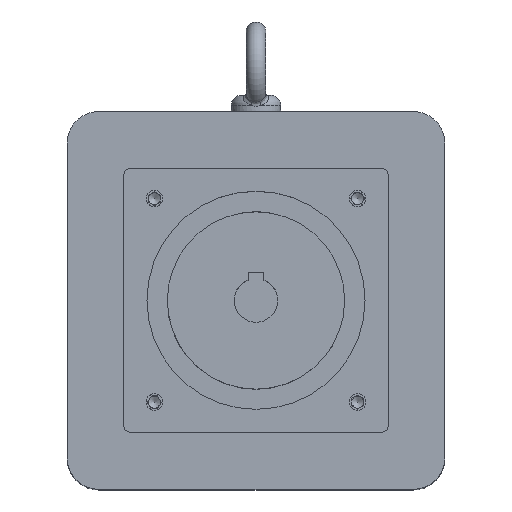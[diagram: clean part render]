
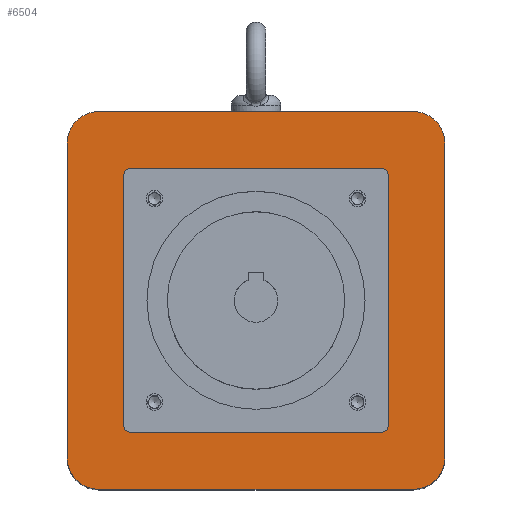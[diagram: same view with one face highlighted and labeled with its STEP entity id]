
A CAD part, top view. The second image highlights one B-rep face of the part: STEP entity #6504.
In plain terms, the highlighted planar face has unit normal (0, 0, 1).
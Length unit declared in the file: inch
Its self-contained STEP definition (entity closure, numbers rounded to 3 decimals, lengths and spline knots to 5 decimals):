
#117 = DIRECTION ( 'NONE',  ( 0., -1., 0. ) ) ;
#234 = EDGE_LOOP ( 'NONE', ( #5912 ) ) ;
#489 = AXIS2_PLACEMENT_3D ( 'NONE', #2831, #15332, #1283 ) ;
#536 = EDGE_CURVE ( 'NONE', #4214, #4214, #14128, .T. ) ;
#817 = CARTESIAN_POINT ( 'NONE',  ( 3.125, -3.125, 14.3178 ) ) ;
#942 = FACE_OUTER_BOUND ( 'NONE', #12645, .T. ) ;
#1112 = EDGE_CURVE ( 'NONE', #8748, #16446, #6539, .T. ) ;
#1198 = ORIENTED_EDGE ( 'NONE', *, *, #5316, .F. ) ;
#1225 = CARTESIAN_POINT ( 'NONE',  ( 2.01833, 2.17583, 14.3178 ) ) ;
#1283 = DIRECTION ( 'NONE',  ( -1., 0., 0. ) ) ;
#1434 = EDGE_CURVE ( 'NONE', #11102, #13671, #3023, .T. ) ;
#1521 = AXIS2_PLACEMENT_3D ( 'NONE', #817, #10165, #13336 ) ;
#1555 = DIRECTION ( 'NONE',  ( 1., 0., 0. ) ) ;
#1628 = CARTESIAN_POINT ( 'NONE',  ( 3.75, 3.125, 14.3178 ) ) ;
#2253 = CARTESIAN_POINT ( 'NONE',  ( 3.125, 3.125, 14.3178 ) ) ;
#2415 = DIRECTION ( 'NONE',  ( 0., 0., -1. ) ) ;
#2485 = DIRECTION ( 'NONE',  ( 0., -1., 0. ) ) ;
#2508 = VECTOR ( 'NONE', #9175, 39.37008 ) ;
#2831 = CARTESIAN_POINT ( 'NONE',  ( -3.125, 3.125, 14.3178 ) ) ;
#2901 = EDGE_CURVE ( 'NONE', #3175, #3175, #5401, .T. ) ;
#2976 = DIRECTION ( 'NONE',  ( 0., 0., -1. ) ) ;
#3023 = LINE ( 'NONE', #18715, #2508 ) ;
#3175 = VERTEX_POINT ( 'NONE', #14230 ) ;
#3577 = EDGE_LOOP ( 'NONE', ( #16975 ) ) ;
#3610 = ORIENTED_EDGE ( 'NONE', *, *, #536, .T. ) ;
#3636 = ORIENTED_EDGE ( 'NONE', *, *, #1434, .F. ) ;
#3724 = LINE ( 'NONE', #9875, #15930 ) ;
#3828 = CARTESIAN_POINT ( 'NONE',  ( 2.17583, -2.01833, 14.3178 ) ) ;
#3848 = EDGE_LOOP ( 'NONE', ( #10812 ) ) ;
#4214 = VERTEX_POINT ( 'NONE', #1225 ) ;
#4473 = CARTESIAN_POINT ( 'NONE',  ( -2.01833, 2.01833, 14.3178 ) ) ;
#4496 = ORIENTED_EDGE ( 'NONE', *, *, #6518, .F. ) ;
#4813 = AXIS2_PLACEMENT_3D ( 'NONE', #11520, #17777, #17880 ) ;
#5132 = DIRECTION ( 'NONE',  ( -1., 0., 0. ) ) ;
#5227 = ORIENTED_EDGE ( 'NONE', *, *, #1112, .F. ) ;
#5241 = EDGE_CURVE ( 'NONE', #19578, #19578, #10977, .T. ) ;
#5279 = FACE_BOUND ( 'NONE', #234, .T. ) ;
#5306 = AXIS2_PLACEMENT_3D ( 'NONE', #19087, #12717, #14447 ) ;
#5316 = EDGE_CURVE ( 'NONE', #10561, #11102, #9352, .T. ) ;
#5401 = CIRCLE ( 'NONE', #10942, 0.1575 ) ;
#5531 = CARTESIAN_POINT ( 'NONE',  ( -2.17583, 2.01833, 14.3178 ) ) ;
#5677 = CARTESIAN_POINT ( 'NONE',  ( -3.75, 3.125, 14.3178 ) ) ;
#5866 = VERTEX_POINT ( 'NONE', #15685 ) ;
#5912 = ORIENTED_EDGE ( 'NONE', *, *, #5241, .T. ) ;
#6333 = DIRECTION ( 'NONE',  ( -1., 0., 0. ) ) ;
#6504 = ADVANCED_FACE ( 'NONE', ( #18078, #14774, #8454, #5279, #7208, #942 ), #14577, .F. ) ;
#6518 = EDGE_CURVE ( 'NONE', #18404, #15527, #3724, .T. ) ;
#6539 = LINE ( 'NONE', #15538, #13116 ) ;
#6714 = VERTEX_POINT ( 'NONE', #3828 ) ;
#6751 = EDGE_CURVE ( 'NONE', #18541, #18541, #18244, .T. ) ;
#6796 = VECTOR ( 'NONE', #9728, 39.37008 ) ;
#7051 = DIRECTION ( 'NONE',  ( 0., 0., -1. ) ) ;
#7208 = FACE_BOUND ( 'NONE', #17937, .T. ) ;
#7270 = CARTESIAN_POINT ( 'NONE',  ( -3.125, 3.75, 14.3178 ) ) ;
#7616 = CARTESIAN_POINT ( 'NONE',  ( 0., 0., 14.3178 ) ) ;
#7703 = AXIS2_PLACEMENT_3D ( 'NONE', #15565, #2976, #19063 ) ;
#7939 = CARTESIAN_POINT ( 'NONE',  ( -2.01833, -2.01833, 14.3178 ) ) ;
#8165 = ORIENTED_EDGE ( 'NONE', *, *, #15692, .F. ) ;
#8454 = FACE_BOUND ( 'NONE', #3577, .T. ) ;
#8677 = DIRECTION ( 'NONE',  ( -1., 0., 0. ) ) ;
#8748 = VERTEX_POINT ( 'NONE', #12844 ) ;
#9068 = CIRCLE ( 'NONE', #1521, 0.625 ) ;
#9175 = DIRECTION ( 'NONE',  ( 1., 0., 0. ) ) ;
#9352 = CIRCLE ( 'NONE', #489, 0.625 ) ;
#9629 = EDGE_CURVE ( 'NONE', #5866, #10561, #11367, .T. ) ;
#9728 = DIRECTION ( 'NONE',  ( 0., 1., 0. ) ) ;
#9875 = CARTESIAN_POINT ( 'NONE',  ( 3.75, 3.125, 14.3178 ) ) ;
#10165 = DIRECTION ( 'NONE',  ( 0., 0., -1. ) ) ;
#10535 = ORIENTED_EDGE ( 'NONE', *, *, #6751, .F. ) ;
#10561 = VERTEX_POINT ( 'NONE', #5677 ) ;
#10668 = EDGE_CURVE ( 'NONE', #15527, #8748, #9068, .T. ) ;
#10706 = AXIS2_PLACEMENT_3D ( 'NONE', #7616, #14064, #1555 ) ;
#10776 = CIRCLE ( 'NONE', #12417, 0.625 ) ;
#10812 = ORIENTED_EDGE ( 'NONE', *, *, #18430, .T. ) ;
#10942 = AXIS2_PLACEMENT_3D ( 'NONE', #7939, #14180, #117 ) ;
#10977 = CIRCLE ( 'NONE', #18193, 0.1575 ) ;
#10994 = ORIENTED_EDGE ( 'NONE', *, *, #10668, .F. ) ;
#11102 = VERTEX_POINT ( 'NONE', #7270 ) ;
#11296 = CIRCLE ( 'NONE', #7703, 0.1575 ) ;
#11367 = LINE ( 'NONE', #19278, #6796 ) ;
#11426 = AXIS2_PLACEMENT_3D ( 'NONE', #13405, #7051, #13293 ) ;
#11520 = CARTESIAN_POINT ( 'NONE',  ( -3.125, -3.125, 14.3178 ) ) ;
#11579 = DIRECTION ( 'NONE',  ( 0., 0., -1. ) ) ;
#12410 = CARTESIAN_POINT ( 'NONE',  ( 3.125, 3.75, 14.3178 ) ) ;
#12417 = AXIS2_PLACEMENT_3D ( 'NONE', #2253, #11579, #5132 ) ;
#12645 = EDGE_LOOP ( 'NONE', ( #20051, #5227, #10994, #4496, #8165, #3636, #1198, #16354 ) ) ;
#12717 = DIRECTION ( 'NONE',  ( 0., 0., -1. ) ) ;
#12844 = CARTESIAN_POINT ( 'NONE',  ( 3.125, -3.75, 14.3178 ) ) ;
#13116 = VECTOR ( 'NONE', #6333, 39.37008 ) ;
#13232 = CARTESIAN_POINT ( 'NONE',  ( -3.125, -3.75, 14.3178 ) ) ;
#13293 = DIRECTION ( 'NONE',  ( -1., 0., 0. ) ) ;
#13336 = DIRECTION ( 'NONE',  ( -1., 0., 0. ) ) ;
#13405 = CARTESIAN_POINT ( 'NONE',  ( -3.125, -3.125, 14.3178 ) ) ;
#13671 = VERTEX_POINT ( 'NONE', #12410 ) ;
#14064 = DIRECTION ( 'NONE',  ( 0., 0., 1. ) ) ;
#14128 = CIRCLE ( 'NONE', #5306, 0.1575 ) ;
#14180 = DIRECTION ( 'NONE',  ( 0., 0., -1. ) ) ;
#14230 = CARTESIAN_POINT ( 'NONE',  ( -2.01833, -2.17583, 14.3178 ) ) ;
#14447 = DIRECTION ( 'NONE',  ( 0., 1., 0. ) ) ;
#14577 = PLANE ( 'NONE',  #4813 ) ;
#14774 = FACE_BOUND ( 'NONE', #3848, .T. ) ;
#15332 = DIRECTION ( 'NONE',  ( 0., 0., -1. ) ) ;
#15504 = EDGE_CURVE ( 'NONE', #16446, #5866, #17986, .T. ) ;
#15527 = VERTEX_POINT ( 'NONE', #16570 ) ;
#15538 = CARTESIAN_POINT ( 'NONE',  ( 3.125, -3.75, 14.3178 ) ) ;
#15565 = CARTESIAN_POINT ( 'NONE',  ( 2.01833, -2.01833, 14.3178 ) ) ;
#15685 = CARTESIAN_POINT ( 'NONE',  ( -3.75, -3.125, 14.3178 ) ) ;
#15692 = EDGE_CURVE ( 'NONE', #13671, #18404, #10776, .T. ) ;
#15930 = VECTOR ( 'NONE', #2485, 39.37008 ) ;
#16354 = ORIENTED_EDGE ( 'NONE', *, *, #9629, .F. ) ;
#16446 = VERTEX_POINT ( 'NONE', #13232 ) ;
#16570 = CARTESIAN_POINT ( 'NONE',  ( 3.75, -3.125, 14.3178 ) ) ;
#16975 = ORIENTED_EDGE ( 'NONE', *, *, #2901, .T. ) ;
#17777 = DIRECTION ( 'NONE',  ( 0., 0., -1. ) ) ;
#17880 = DIRECTION ( 'NONE',  ( -1., 0., 0. ) ) ;
#17937 = EDGE_LOOP ( 'NONE', ( #10535 ) ) ;
#17986 = CIRCLE ( 'NONE', #11426, 0.625 ) ;
#18078 = FACE_BOUND ( 'NONE', #18395, .T. ) ;
#18193 = AXIS2_PLACEMENT_3D ( 'NONE', #4473, #2415, #8677 ) ;
#18232 = CARTESIAN_POINT ( 'NONE',  ( 2.5635, 0., 14.3178 ) ) ;
#18244 = CIRCLE ( 'NONE', #10706, 2.5635 ) ;
#18395 = EDGE_LOOP ( 'NONE', ( #3610 ) ) ;
#18404 = VERTEX_POINT ( 'NONE', #1628 ) ;
#18430 = EDGE_CURVE ( 'NONE', #6714, #6714, #11296, .T. ) ;
#18541 = VERTEX_POINT ( 'NONE', #18232 ) ;
#18715 = CARTESIAN_POINT ( 'NONE',  ( -3.125, 3.75, 14.3178 ) ) ;
#19063 = DIRECTION ( 'NONE',  ( 1., 0., 0. ) ) ;
#19087 = CARTESIAN_POINT ( 'NONE',  ( 2.01833, 2.01833, 14.3178 ) ) ;
#19278 = CARTESIAN_POINT ( 'NONE',  ( -3.75, -3.125, 14.3178 ) ) ;
#19578 = VERTEX_POINT ( 'NONE', #5531 ) ;
#20051 = ORIENTED_EDGE ( 'NONE', *, *, #15504, .F. ) ;
